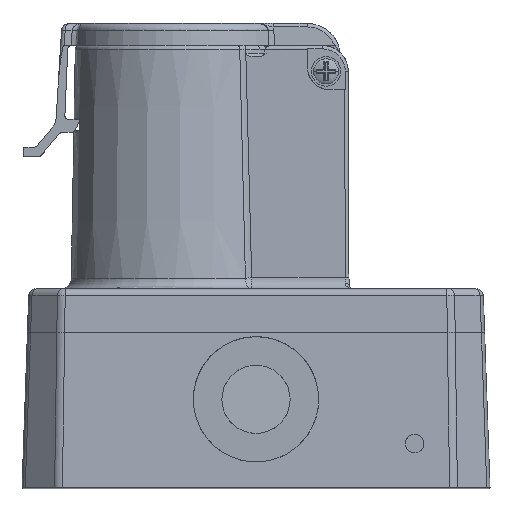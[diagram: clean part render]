
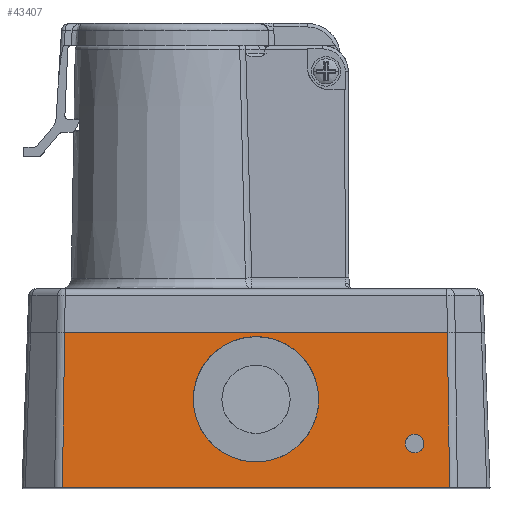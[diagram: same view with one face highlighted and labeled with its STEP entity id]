
A CAD part, top view. The second image highlights one B-rep face of the part: STEP entity #43407.
In plain terms, the highlighted planar face has unit normal (0, 0.035, 0.999).
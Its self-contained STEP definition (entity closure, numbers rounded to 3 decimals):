
#745 = LINE ( 'NONE', #10346, #873 ) ;
#873 = VECTOR ( 'NONE', #7328, 1000. ) ;
#996 = EDGE_CURVE ( 'NONE', #20550, #9630, #33554, .T. ) ;
#1631 = ORIENTED_EDGE ( 'NONE', *, *, #21697, .F. ) ;
#2775 = FACE_BOUND ( 'NONE', #26590, .T. ) ;
#4299 = CARTESIAN_POINT ( 'NONE',  ( 17., -18., 60.629 ) ) ;
#4851 = EDGE_CURVE ( 'NONE', #12495, #32095, #48177, .T. ) ;
#5852 = CARTESIAN_POINT ( 'NONE',  ( 51.895, -0.018, 60.001 ) ) ;
#6193 = CARTESIAN_POINT ( 'NONE',  ( 40.5, -25., 60.873 ) ) ;
#7111 = VERTEX_POINT ( 'NONE', #17391 ) ;
#7328 = DIRECTION ( 'NONE',  ( -1., 0., 0. ) ) ;
#7628 = CARTESIAN_POINT ( 'NONE',  ( 40.5, -30., 61.048 ) ) ;
#7910 = CARTESIAN_POINT ( 'NONE',  ( 53.137, 0., 60. ) ) ;
#9630 = VERTEX_POINT ( 'NONE', #41667 ) ;
#10346 = CARTESIAN_POINT ( 'NONE',  ( 53.137, 0., 60. ) ) ;
#10664 = CARTESIAN_POINT ( 'NONE',  ( -51.895, 0., 60. ) ) ;
#11159 = CARTESIAN_POINT ( 'NONE',  ( 45.5, -30., 61.048 ) ) ;
#11473 = AXIS2_PLACEMENT_3D ( 'NONE', #7910, #38002, #42930 ) ;
#12495 = VERTEX_POINT ( 'NONE', #10664 ) ;
#13324 = CARTESIAN_POINT ( 'NONE',  ( 45.5, -30., 61.048 ) ) ;
#13365 =( BOUNDED_CURVE ( )  B_SPLINE_CURVE ( 3, ( #35404, #35521, #36353, #35395 ),
 .UNSPECIFIED., .F., .F. ) 
 B_SPLINE_CURVE_WITH_KNOTS ( ( 4, 4 ),
 ( 1.571, 4.712 ),
 .UNSPECIFIED. ) 
 CURVE ( )  GEOMETRIC_REPRESENTATION_ITEM ( )  RATIONAL_B_SPLINE_CURVE ( ( 1., 0.333, 0.333, 1. ) ) 
 REPRESENTATION_ITEM ( '' )  );
#15163 = CARTESIAN_POINT ( 'NONE',  ( 52.503, -41.793, 61.459 ) ) ;
#17391 = CARTESIAN_POINT ( 'NONE',  ( 52.5, -41.793, 61.459 ) ) ;
#18334 = CARTESIAN_POINT ( 'NONE',  ( -17., -18., 60.629 ) ) ;
#20302 = VERTEX_POINT ( 'NONE', #46047 ) ;
#20550 = VERTEX_POINT ( 'NONE', #42806 ) ;
#21460 = CARTESIAN_POINT ( 'NONE',  ( -17., -52., 61.816 ) ) ;
#21697 = EDGE_CURVE ( 'NONE', #34945, #24065, #13365, .T. ) ;
#22438 = FACE_OUTER_BOUND ( 'NONE', #40110, .T. ) ;
#24065 = VERTEX_POINT ( 'NONE', #11159 ) ;
#26551 = LINE ( 'NONE', #5852, #48160 ) ;
#26590 = EDGE_LOOP ( 'NONE', ( #1631, #48380 ) ) ;
#26611 =( BOUNDED_CURVE ( )  B_SPLINE_CURVE ( 3, ( #18334, #21460, #42330, #4299 ),
 .UNSPECIFIED., .F., .T. ) 
 B_SPLINE_CURVE_WITH_KNOTS ( ( 4, 4 ),
 ( 1.571, 4.712 ),
 .UNSPECIFIED. ) 
 CURVE ( )  GEOMETRIC_REPRESENTATION_ITEM ( )  RATIONAL_B_SPLINE_CURVE ( ( 1., 0.333, 0.333, 1. ) ) 
 REPRESENTATION_ITEM ( '' )  );
#28257 = LINE ( 'NONE', #15163, #34802 ) ;
#30109 = EDGE_CURVE ( 'NONE', #7111, #20302, #26551, .T. ) ;
#30555 = VECTOR ( 'NONE', #40724, 1000. ) ;
#32095 = VERTEX_POINT ( 'NONE', #36230 ) ;
#32225 = CARTESIAN_POINT ( 'NONE',  ( 40.5, -30., 61.048 ) ) ;
#32506 = FACE_BOUND ( 'NONE', #43611, .T. ) ;
#33414 = CARTESIAN_POINT ( 'NONE',  ( -17., -18., 60.629 ) ) ;
#33503 = CARTESIAN_POINT ( 'NONE',  ( 17., -18., 60.629 ) ) ;
#33554 =( BOUNDED_CURVE ( )  B_SPLINE_CURVE ( 3, ( #33503, #33748, #33731, #33414 ),
 .UNSPECIFIED., .F., .F. ) 
 B_SPLINE_CURVE_WITH_KNOTS ( ( 4, 4 ),
 ( 4.712, 7.854 ),
 .UNSPECIFIED. ) 
 CURVE ( )  GEOMETRIC_REPRESENTATION_ITEM ( )  RATIONAL_B_SPLINE_CURVE ( ( 1., 0.333, 0.333, 1. ) ) 
 REPRESENTATION_ITEM ( '' )  );
#33731 = CARTESIAN_POINT ( 'NONE',  ( -17., 16., 59.441 ) ) ;
#33748 = CARTESIAN_POINT ( 'NONE',  ( 17., 16., 59.441 ) ) ;
#34802 = VECTOR ( 'NONE', #40335, 1000. ) ;
#34945 = VERTEX_POINT ( 'NONE', #7628 ) ;
#35395 = CARTESIAN_POINT ( 'NONE',  ( 45.5, -30., 61.048 ) ) ;
#35404 = CARTESIAN_POINT ( 'NONE',  ( 40.5, -30., 61.048 ) ) ;
#35521 = CARTESIAN_POINT ( 'NONE',  ( 40.5, -35., 61.222 ) ) ;
#35900 = CARTESIAN_POINT ( 'NONE',  ( 45.5, -25., 60.873 ) ) ;
#36230 = CARTESIAN_POINT ( 'NONE',  ( -52.5, -41.793, 61.459 ) ) ;
#36353 = CARTESIAN_POINT ( 'NONE',  ( 45.5, -35., 61.222 ) ) ;
#36680 = PLANE ( 'NONE',  #11473 ) ;
#38002 = DIRECTION ( 'NONE',  ( 0., 0.035, 0.999 ) ) ;
#38553 = ORIENTED_EDGE ( 'NONE', *, *, #996, .F. ) ;
#39233 = DIRECTION ( 'NONE',  ( -0.014, 0.999, -0.035 ) ) ;
#39413 = EDGE_CURVE ( 'NONE', #20302, #12495, #745, .T. ) ;
#40110 = EDGE_LOOP ( 'NONE', ( #48018, #45105, #43868, #41979 ) ) ;
#40335 = DIRECTION ( 'NONE',  ( 1., 0., 0. ) ) ;
#40411 = CARTESIAN_POINT ( 'NONE',  ( -51.873, 1.517, 59.947 ) ) ;
#40724 = DIRECTION ( 'NONE',  ( -0.014, -0.999, 0.035 ) ) ;
#41524 = ORIENTED_EDGE ( 'NONE', *, *, #43467, .F. ) ;
#41667 = CARTESIAN_POINT ( 'NONE',  ( -17., -18., 60.629 ) ) ;
#41979 = ORIENTED_EDGE ( 'NONE', *, *, #45095, .T. ) ;
#42230 =( BOUNDED_CURVE ( )  B_SPLINE_CURVE ( 3, ( #13324, #35900, #6193, #32225 ),
 .UNSPECIFIED., .F., .T. ) 
 B_SPLINE_CURVE_WITH_KNOTS ( ( 4, 4 ),
 ( 4.712, 7.854 ),
 .UNSPECIFIED. ) 
 CURVE ( )  GEOMETRIC_REPRESENTATION_ITEM ( )  RATIONAL_B_SPLINE_CURVE ( ( 1., 0.333, 0.333, 1. ) ) 
 REPRESENTATION_ITEM ( '' )  );
#42330 = CARTESIAN_POINT ( 'NONE',  ( 17., -52., 61.816 ) ) ;
#42806 = CARTESIAN_POINT ( 'NONE',  ( 17., -18., 60.629 ) ) ;
#42930 = DIRECTION ( 'NONE',  ( 0., -0.999, 0.035 ) ) ;
#43407 = ADVANCED_FACE ( 'NONE', ( #2775, #22438, #32506 ), #36680, .T. ) ;
#43467 = EDGE_CURVE ( 'NONE', #9630, #20550, #26611, .T. ) ;
#43611 = EDGE_LOOP ( 'NONE', ( #41524, #38553 ) ) ;
#43868 = ORIENTED_EDGE ( 'NONE', *, *, #4851, .T. ) ;
#45095 = EDGE_CURVE ( 'NONE', #32095, #7111, #28257, .T. ) ;
#45105 = ORIENTED_EDGE ( 'NONE', *, *, #39413, .T. ) ;
#46047 = CARTESIAN_POINT ( 'NONE',  ( 51.895, 0., 60. ) ) ;
#47528 = EDGE_CURVE ( 'NONE', #24065, #34945, #42230, .T. ) ;
#48018 = ORIENTED_EDGE ( 'NONE', *, *, #30109, .T. ) ;
#48160 = VECTOR ( 'NONE', #39233, 1000. ) ;
#48177 = LINE ( 'NONE', #40411, #30555 ) ;
#48380 = ORIENTED_EDGE ( 'NONE', *, *, #47528, .F. ) ;
